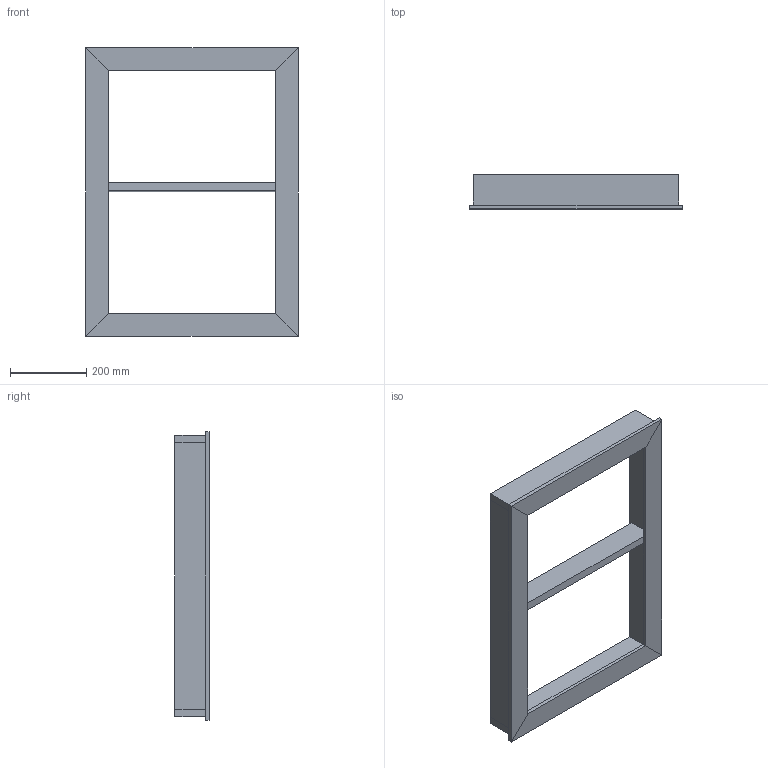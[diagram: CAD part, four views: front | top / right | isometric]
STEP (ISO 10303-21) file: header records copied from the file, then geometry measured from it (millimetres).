
FILE_DESCRIPTION(('FreeCAD Model'),'2;1');
FILE_NAME('Open CASCADE Shape Model','2018-02-10T17:01:26',('Author'),( ''),'Open CASCADE STEP processor 7.1','FreeCAD','Unknown');
FILE_SCHEMA(('AUTOMOTIVE_DESIGN_CC2 { 1 2 10303 214 -1 1 5 4 }'));
Length unit declared in the file: millimetre
Products named in the file (10): ASSEMBLY; topHolder; bottomHolder; leftHolder; rightHolder; realFrameBottom; realFrameTop; realFrameLongSideLeft; realFrameLongSideRight; screenHolder001
Assembly tree (9 placements, depth 2):
  ASSEMBLY
    topHolder
    bottomHolder
    leftHolder
    rightHolder
    realFrameBottom
    realFrameTop
    realFrameLongSideLeft
    realFrameLongSideRight
    screenHolder001
Bounding box: 560 x 90 x 760 mm (x, y, z)
Volume: 6108000 mm3; surface area: 944388.2 mm2
Topology: 9 solids, 9 shells, 54 faces, 108 edges, 72 vertices
Faces by surface type: plane 54
Entity records: 1620 total; most frequent: CARTESIAN_POINT 244, DIRECTION 236, ORIENTED_EDGE 216, EDGE_CURVE 108, LINE 108, VECTOR 108, VERTEX_POINT 72, AXIS2_PLACEMENT_3D 64
